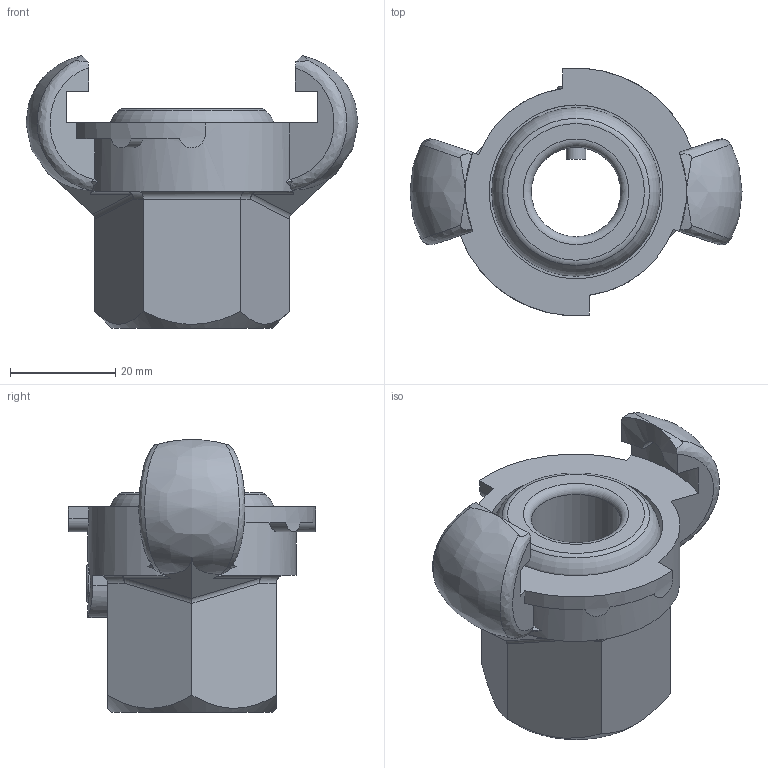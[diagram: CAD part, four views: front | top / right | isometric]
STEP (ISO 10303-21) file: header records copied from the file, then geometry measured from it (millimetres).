
FILE_DESCRIPTION(/* description */ ('KLAUENKUPPLUNG'),/* implementation_level */ '2;1');
FILE_NAME(/* name */ 'kim_12.stp',/* time_stamp */ '2020-04-07T11:19:12+02:00',/* author */ ('meier'),/* organization */ (''),/* preprocessor_version */ 'ST-DEVELOPER v17',/* originating_system */ 'Autodesk Inventor 2018',/* authorisation */ '');
FILE_SCHEMA (('AUTOMOTIVE_DESIGN { 1 0 10303 214 3 1 1 }'));
Length unit declared in the file: millimetre
Products named in the file (5): ENG-004386; 20060402B0000003-00; SCHRAUBE 21; 20050330B0000013-00; 20050330B0000000-00
Assembly tree (4 placements, depth 2):
  ENG-004386
    20060402B0000003-00
    SCHRAUBE 21
    20050330B0000013-00
    20050330B0000000-00
Bounding box: 63 x 47.01 x 51.76 mm (x, y, z)
Volume: 33614.4 mm3; surface area: 18492.4 mm2
Topology: 4 solids, 4 shells, 161 faces, 444 edges, 292 vertices
Faces by surface type: plane 68, cylinder 62, sphere 8, bspline 8, torus 8, cone 7
Full cylindrical faces by diameter (mm): 3.7 x1, 4 x1, 4.134 x1, 4.456 x1, 8.5 x1, 17 x2, 18.5 x1, 21 x1, 23 x1, 28 x1, 33 x1
Entity records: 6940 total; most frequent: CARTESIAN_POINT 2665, ORIENTED_EDGE 880, DIRECTION 803, EDGE_CURVE 440, AXIS2_PLACEMENT_3D 319, VERTEX_POINT 292, EDGE_LOOP 176, LINE 165
